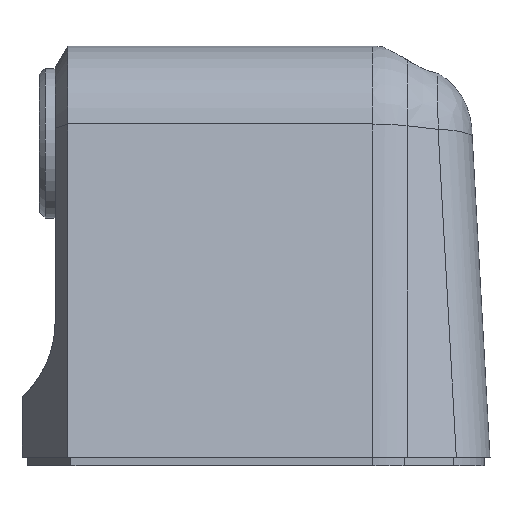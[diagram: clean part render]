
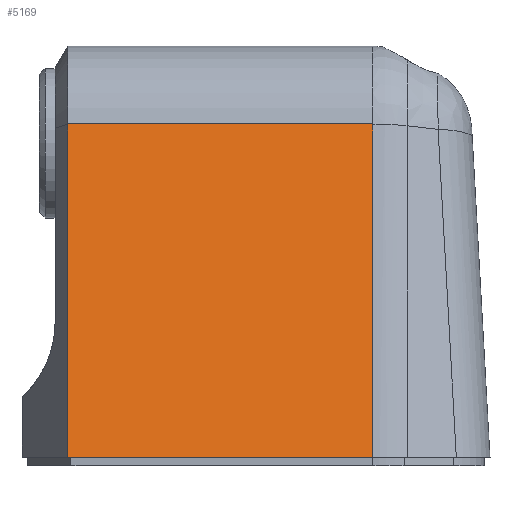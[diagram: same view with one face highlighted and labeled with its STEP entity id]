
A CAD part, left-side view. The second image highlights one B-rep face of the part: STEP entity #5169.
In plain terms, the highlighted planar face has unit normal (-0.98, 0, 0.199).
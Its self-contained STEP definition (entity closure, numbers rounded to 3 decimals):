
#26 = VECTOR ( 'NONE', #4123, 1000. ) ;
#76 = VECTOR ( 'NONE', #678, 1000. ) ;
#221 = EDGE_CURVE ( 'NONE', #6510, #2843, #4224, .T. ) ;
#246 = ORIENTED_EDGE ( 'NONE', *, *, #5811, .T. ) ;
#264 = LINE ( 'NONE', #4775, #76 ) ;
#354 = LINE ( 'NONE', #3543, #3193 ) ;
#378 = DIRECTION ( 'NONE',  ( 0., -1., 0. ) ) ;
#678 = DIRECTION ( 'NONE',  ( -0.199, 0., -0.98 ) ) ;
#1044 = ORIENTED_EDGE ( 'NONE', *, *, #2685, .T. ) ;
#1157 = CARTESIAN_POINT ( 'NONE',  ( -28.5, -20.464, -55. ) ) ;
#1236 = AXIS2_PLACEMENT_3D ( 'NONE', #4689, #5208, #2214 ) ;
#1697 = PLANE ( 'NONE',  #1236 ) ;
#2214 = DIRECTION ( 'NONE',  ( -0.199, 0., -0.98 ) ) ;
#2257 = EDGE_LOOP ( 'NONE', ( #1044, #5255, #6489, #246 ) ) ;
#2514 = VECTOR ( 'NONE', #6402, 1000. ) ;
#2601 = EDGE_CURVE ( 'NONE', #5833, #2843, #3957, .T. ) ;
#2685 = EDGE_CURVE ( 'NONE', #2734, #6510, #354, .T. ) ;
#2734 = VERTEX_POINT ( 'NONE', #6570 ) ;
#2843 = VERTEX_POINT ( 'NONE', #3140 ) ;
#2925 = CARTESIAN_POINT ( 'NONE',  ( -16.661, 41., 3.379 ) ) ;
#3018 = FACE_OUTER_BOUND ( 'NONE', #2257, .T. ) ;
#3140 = CARTESIAN_POINT ( 'NONE',  ( -16.661, -20.464, 3.379 ) ) ;
#3193 = VECTOR ( 'NONE', #378, 1000. ) ;
#3318 = CARTESIAN_POINT ( 'NONE',  ( -16.661, 33., 3.379 ) ) ;
#3543 = CARTESIAN_POINT ( 'NONE',  ( -28.5, 41., -55. ) ) ;
#3957 = LINE ( 'NONE', #2925, #2514 ) ;
#4123 = DIRECTION ( 'NONE',  ( 0.199, 0., 0.98 ) ) ;
#4224 = LINE ( 'NONE', #4641, #26 ) ;
#4641 = CARTESIAN_POINT ( 'NONE',  ( -16.661, -20.464, 3.379 ) ) ;
#4689 = CARTESIAN_POINT ( 'NONE',  ( -16.661, 41., 3.379 ) ) ;
#4775 = CARTESIAN_POINT ( 'NONE',  ( -28.5, 33., -55. ) ) ;
#5169 = ADVANCED_FACE ( 'NONE', ( #3018 ), #1697, .F. ) ;
#5208 = DIRECTION ( 'NONE',  ( 0.98, 0., -0.199 ) ) ;
#5255 = ORIENTED_EDGE ( 'NONE', *, *, #221, .T. ) ;
#5811 = EDGE_CURVE ( 'NONE', #5833, #2734, #264, .T. ) ;
#5833 = VERTEX_POINT ( 'NONE', #3318 ) ;
#6402 = DIRECTION ( 'NONE',  ( 0., -1., 0. ) ) ;
#6489 = ORIENTED_EDGE ( 'NONE', *, *, #2601, .F. ) ;
#6510 = VERTEX_POINT ( 'NONE', #1157 ) ;
#6570 = CARTESIAN_POINT ( 'NONE',  ( -28.5, 33., -55. ) ) ;
